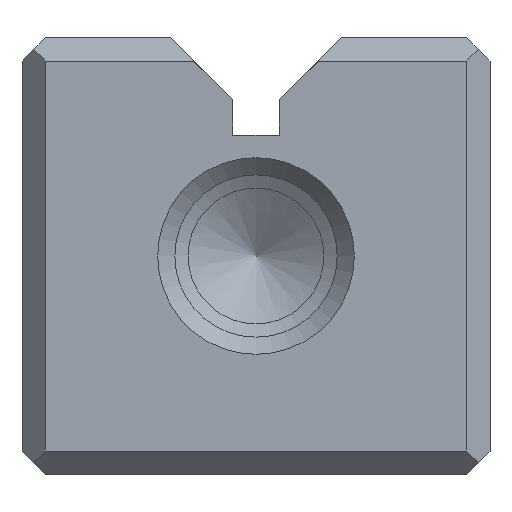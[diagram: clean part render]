
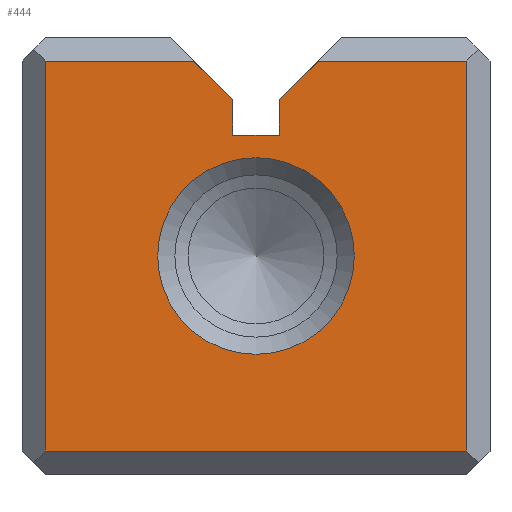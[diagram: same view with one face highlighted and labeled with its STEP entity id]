
A CAD part, front view. The second image highlights one B-rep face of the part: STEP entity #444.
In plain terms, the highlighted planar face has unit normal (0, -1, 0).
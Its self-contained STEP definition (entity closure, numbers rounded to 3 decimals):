
#106=CIRCLE('',#1725,3.15);
#216=FACE_BOUND('',#628,.T.);
#217=FACE_BOUND('',#629,.T.);
#444=ADVANCED_FACE('',(#216,#217),#560,.T.);
#560=PLANE('',#1726);
#628=EDGE_LOOP('',(#880,#881,#882,#883,#884,#885,#886,#887,#888,#889));
#629=EDGE_LOOP('',(#890));
#880=ORIENTED_EDGE('',*,*,#1404,.T.);
#881=ORIENTED_EDGE('',*,*,#1405,.F.);
#882=ORIENTED_EDGE('',*,*,#1406,.F.);
#883=ORIENTED_EDGE('',*,*,#1407,.F.);
#884=ORIENTED_EDGE('',*,*,#1408,.T.);
#885=ORIENTED_EDGE('',*,*,#1409,.T.);
#886=ORIENTED_EDGE('',*,*,#1410,.T.);
#887=ORIENTED_EDGE('',*,*,#1411,.T.);
#888=ORIENTED_EDGE('',*,*,#1412,.T.);
#889=ORIENTED_EDGE('',*,*,#1413,.F.);
#890=ORIENTED_EDGE('',*,*,#1414,.T.);
#1244=VERTEX_POINT('',#2495);
#1245=VERTEX_POINT('',#2496);
#1246=VERTEX_POINT('',#2498);
#1247=VERTEX_POINT('',#2500);
#1248=VERTEX_POINT('',#2502);
#1249=VERTEX_POINT('',#2504);
#1250=VERTEX_POINT('',#2506);
#1251=VERTEX_POINT('',#2508);
#1252=VERTEX_POINT('',#2510);
#1253=VERTEX_POINT('',#2512);
#1254=VERTEX_POINT('',#2515);
#1404=EDGE_CURVE('',#1244,#1245,#1586,.T.);
#1405=EDGE_CURVE('',#1246,#1245,#1587,.T.);
#1406=EDGE_CURVE('',#1247,#1246,#1588,.T.);
#1407=EDGE_CURVE('',#1248,#1247,#1589,.T.);
#1408=EDGE_CURVE('',#1248,#1249,#1590,.T.);
#1409=EDGE_CURVE('',#1249,#1250,#1591,.T.);
#1410=EDGE_CURVE('',#1250,#1251,#1592,.T.);
#1411=EDGE_CURVE('',#1251,#1252,#1593,.T.);
#1412=EDGE_CURVE('',#1252,#1253,#1594,.T.);
#1413=EDGE_CURVE('',#1244,#1253,#1595,.T.);
#1414=EDGE_CURVE('',#1254,#1254,#106,.T.);
#1586=LINE('',#2494,#1658);
#1587=LINE('',#2497,#1659);
#1588=LINE('',#2499,#1660);
#1589=LINE('',#2501,#1661);
#1590=LINE('',#2503,#1662);
#1591=LINE('',#2505,#1663);
#1592=LINE('',#2507,#1664);
#1593=LINE('',#2509,#1665);
#1594=LINE('',#2511,#1666);
#1595=LINE('',#2513,#1667);
#1658=VECTOR('',#1963,1.);
#1659=VECTOR('',#1964,1.);
#1660=VECTOR('',#1965,1.);
#1661=VECTOR('',#1966,1.);
#1662=VECTOR('',#1967,1.);
#1663=VECTOR('',#1968,1.);
#1664=VECTOR('',#1969,1.);
#1665=VECTOR('',#1970,1.);
#1666=VECTOR('',#1971,1.);
#1667=VECTOR('',#1972,1.);
#1725=AXIS2_PLACEMENT_3D('',#2514,#1973,#1974);
#1726=AXIS2_PLACEMENT_3D('',#2516,#1975,#1976);
#1963=DIRECTION('',(0.,0.,-1.));
#1964=DIRECTION('',(1.,0.,0.));
#1965=DIRECTION('',(0.,0.,-1.));
#1966=DIRECTION('',(0.707,0.,-0.707));
#1967=DIRECTION('',(-1.,0.,0.));
#1968=DIRECTION('',(0.,0.,-1.));
#1969=DIRECTION('',(1.,0.,0.));
#1970=DIRECTION('',(0.,0.,1.));
#1971=DIRECTION('',(-1.,0.,0.));
#1972=DIRECTION('',(0.707,0.,0.707));
#1973=DIRECTION('',(0.,1.,0.));
#1974=DIRECTION('',(0.,0.,1.));
#1975=DIRECTION('',(0.,-1.,0.));
#1976=DIRECTION('',(0.,0.,-1.));
#2494=CARTESIAN_POINT('',(8.25,0.,10.875));
#2495=CARTESIAN_POINT('',(8.25,0.,12.007));
#2496=CARTESIAN_POINT('',(8.25,0.,10.875));
#2497=CARTESIAN_POINT('',(6.75,0.,10.875));
#2498=CARTESIAN_POINT('',(6.75,0.,10.875));
#2499=CARTESIAN_POINT('',(6.75,0.,10.875));
#2500=CARTESIAN_POINT('',(6.75,0.,12.007));
#2501=CARTESIAN_POINT('',(4.757,0.,14.));
#2502=CARTESIAN_POINT('',(5.507,0.,13.25));
#2503=CARTESIAN_POINT('',(7.5,0.,13.25));
#2504=CARTESIAN_POINT('',(0.75,0.,13.25));
#2505=CARTESIAN_POINT('',(0.75,0.,0.));
#2506=CARTESIAN_POINT('',(0.75,0.,0.75));
#2507=CARTESIAN_POINT('',(7.5,0.,0.75));
#2508=CARTESIAN_POINT('',(14.25,0.,0.75));
#2509=CARTESIAN_POINT('',(14.25,0.,0.));
#2510=CARTESIAN_POINT('',(14.25,0.,13.25));
#2511=CARTESIAN_POINT('',(7.5,0.,13.25));
#2512=CARTESIAN_POINT('',(9.493,0.,13.25));
#2513=CARTESIAN_POINT('',(7.5,0.,11.257));
#2514=CARTESIAN_POINT('',(7.5,0.,7.));
#2515=CARTESIAN_POINT('',(7.5,0.,10.15));
#2516=CARTESIAN_POINT('',(7.5,0.,0.));
